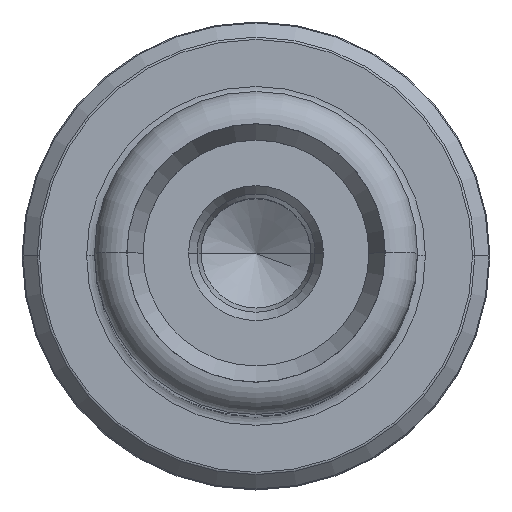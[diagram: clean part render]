
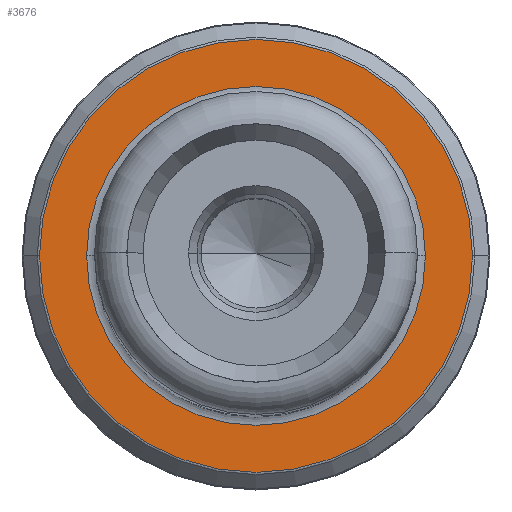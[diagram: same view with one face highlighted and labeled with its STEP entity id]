
A CAD part, top view. The second image highlights one B-rep face of the part: STEP entity #3676.
In plain terms, the highlighted planar face has unit normal (0, 0, 1).
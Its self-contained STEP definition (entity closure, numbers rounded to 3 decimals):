
#15 = EDGE_LOOP ( 'NONE', ( #3079, #1317 ) ) ;
#339 = DIRECTION ( 'NONE',  ( 0., 0., 1. ) ) ;
#423 = AXIS2_PLACEMENT_3D ( 'NONE', #1722, #581, #1780 ) ;
#520 = CARTESIAN_POINT ( 'NONE',  ( 0., 0., 20. ) ) ;
#581 = DIRECTION ( 'NONE',  ( 0., 0., -1. ) ) ;
#838 = CIRCLE ( 'NONE', #1343, 10.5 ) ;
#876 = CIRCLE ( 'NONE', #3068, 13.417 ) ;
#1059 = CARTESIAN_POINT ( 'NONE',  ( 13.417, 0., 20. ) ) ;
#1129 = CARTESIAN_POINT ( 'NONE',  ( 0., 0., 20. ) ) ;
#1147 = DIRECTION ( 'NONE',  ( 1., 0., 0. ) ) ;
#1317 = ORIENTED_EDGE ( 'NONE', *, *, #2504, .T. ) ;
#1343 = AXIS2_PLACEMENT_3D ( 'NONE', #2937, #2038, #2884 ) ;
#1708 = VERTEX_POINT ( 'NONE', #1712 ) ;
#1712 = CARTESIAN_POINT ( 'NONE',  ( -10.5, 0., 20. ) ) ;
#1722 = CARTESIAN_POINT ( 'NONE',  ( 0., 0., 20. ) ) ;
#1780 = DIRECTION ( 'NONE',  ( -1., 0., 0. ) ) ;
#1901 = DIRECTION ( 'NONE',  ( 1., 0., 0. ) ) ;
#1949 = CARTESIAN_POINT ( 'NONE',  ( -13.417, 0., 20. ) ) ;
#1980 = VERTEX_POINT ( 'NONE', #1059 ) ;
#2017 = FACE_OUTER_BOUND ( 'NONE', #3038, .T. ) ;
#2038 = DIRECTION ( 'NONE',  ( 0., 0., -1. ) ) ;
#2049 = DIRECTION ( 'NONE',  ( 0., 0., 1. ) ) ;
#2092 = EDGE_CURVE ( 'NONE', #2259, #1980, #876, .T. ) ;
#2259 = VERTEX_POINT ( 'NONE', #1949 ) ;
#2323 = DIRECTION ( 'NONE',  ( 0., 0., 1. ) ) ;
#2402 = FACE_BOUND ( 'NONE', #15, .T. ) ;
#2496 = AXIS2_PLACEMENT_3D ( 'NONE', #520, #2049, #1147 ) ;
#2504 = EDGE_CURVE ( 'NONE', #2930, #1708, #838, .T. ) ;
#2688 = CARTESIAN_POINT ( 'NONE',  ( 10.5, 0., 20. ) ) ;
#2719 = CARTESIAN_POINT ( 'NONE',  ( 0., 0., 20. ) ) ;
#2812 = AXIS2_PLACEMENT_3D ( 'NONE', #1129, #2323, #3516 ) ;
#2884 = DIRECTION ( 'NONE',  ( -1., 0., 0. ) ) ;
#2930 = VERTEX_POINT ( 'NONE', #2688 ) ;
#2937 = CARTESIAN_POINT ( 'NONE',  ( 0., 0., 20. ) ) ;
#3038 = EDGE_LOOP ( 'NONE', ( #3845, #3585 ) ) ;
#3068 = AXIS2_PLACEMENT_3D ( 'NONE', #2719, #339, #1901 ) ;
#3079 = ORIENTED_EDGE ( 'NONE', *, *, #3616, .T. ) ;
#3304 = CIRCLE ( 'NONE', #2496, 13.417 ) ;
#3516 = DIRECTION ( 'NONE',  ( 1., 0., 0. ) ) ;
#3585 = ORIENTED_EDGE ( 'NONE', *, *, #2092, .T. ) ;
#3598 = EDGE_CURVE ( 'NONE', #1980, #2259, #3304, .T. ) ;
#3616 = EDGE_CURVE ( 'NONE', #1708, #2930, #3803, .T. ) ;
#3676 = ADVANCED_FACE ( 'NONE', ( #2402, #2017 ), #3810, .T. ) ;
#3803 = CIRCLE ( 'NONE', #423, 10.5 ) ;
#3810 = PLANE ( 'NONE',  #2812 ) ;
#3845 = ORIENTED_EDGE ( 'NONE', *, *, #3598, .T. ) ;
